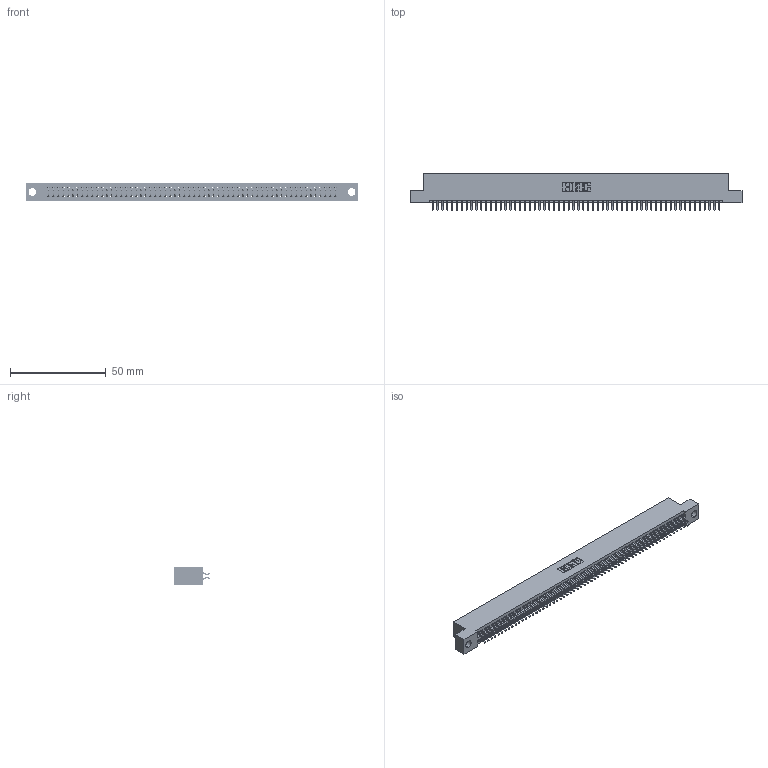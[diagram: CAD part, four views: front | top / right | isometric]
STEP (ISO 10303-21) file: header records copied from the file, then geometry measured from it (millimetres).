
FILE_DESCRIPTION (( 'STEP AP203' ), '1' );
FILE_NAME ('345-120-556-204.STEP', '2021-05-25T17:08:51', ( '' ), ( '' ), 'SwSTEP 2.0', 'SolidWorks 2020', '' );
FILE_SCHEMA (( 'CONFIG_CONTROL_DESIGN' ));
Length unit declared in the file: inch
Products named in the file (3): 345 Part_Flush Mounting Lugs - 0.156 Dia-TI; 345-120-556-204; 345-292-001_556 Tail
Assembly tree (121 placements, depth 2):
  345-120-556-204
    345 Part_Flush Mounting Lugs - 0.156 Dia-TI
    345-292-001_556 Tail  x120
Bounding box: 173.61 x 19.24 x 9.4 mm (x, y, z)
Volume: 16920.9 mm3; surface area: 25107.2 mm2
Topology: 121 solids, 121 shells, 6860 faces, 20417 edges, 13450 vertices
Faces by surface type: plane 4534, cylinder 2326
Entity records: 45293 total; most frequent: CARTESIAN_POINT 7594, ORIENTED_EDGE 7514, DIRECTION 6661, EDGE_CURVE 3757, LINE 3377, VECTOR 3377, VERTEX_POINT 2502, AXIS2_PLACEMENT_3D 1642
